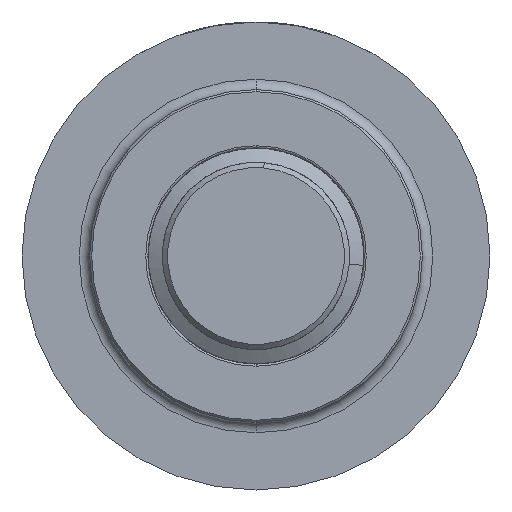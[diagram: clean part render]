
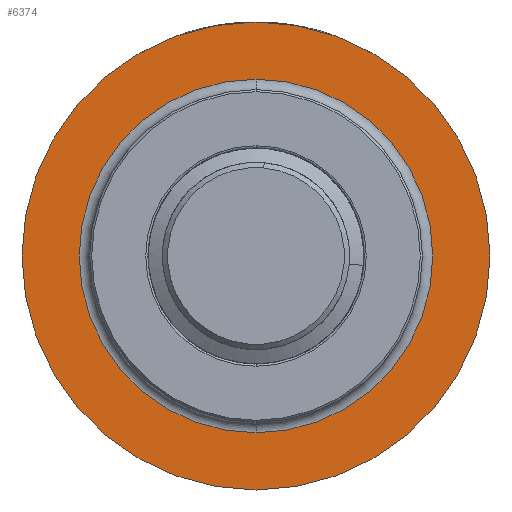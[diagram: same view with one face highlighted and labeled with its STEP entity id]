
A CAD part, front view. The second image highlights one B-rep face of the part: STEP entity #6374.
In plain terms, the highlighted planar face has unit normal (0, -1, 0).
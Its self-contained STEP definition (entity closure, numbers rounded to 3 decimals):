
#62 = CIRCLE ( 'NONE', #5181, 17. ) ;
#165 = EDGE_CURVE ( 'NONE', #4693, #5136, #4642, .T. ) ;
#1551 = DIRECTION ( 'NONE',  ( 0., 0., -1. ) ) ;
#1583 = CARTESIAN_POINT ( 'NONE',  ( 0., 1.42, 0. ) ) ;
#1701 = ORIENTED_EDGE ( 'NONE', *, *, #6477, .F. ) ;
#1854 = DIRECTION ( 'NONE',  ( 0., -1., 0. ) ) ;
#1890 = CIRCLE ( 'NONE', #6763, 22.5 ) ;
#2096 = DIRECTION ( 'NONE',  ( 0., -1., 0. ) ) ;
#2300 = EDGE_LOOP ( 'NONE', ( #7477, #7652 ) ) ;
#2631 = AXIS2_PLACEMENT_3D ( 'NONE', #6637, #7261, #3563 ) ;
#2634 = CIRCLE ( 'NONE', #7080, 22.5 ) ;
#2788 = DIRECTION ( 'NONE',  ( 0., -1., 0. ) ) ;
#3041 = FACE_BOUND ( 'NONE', #5471, .T. ) ;
#3046 = EDGE_CURVE ( 'NONE', #7638, #5123, #2634, .T. ) ;
#3174 = CARTESIAN_POINT ( 'NONE',  ( 0., 1.42, 22.5 ) ) ;
#3316 = CARTESIAN_POINT ( 'NONE',  ( 0., 1.42, 0. ) ) ;
#3563 = DIRECTION ( 'NONE',  ( 0., 0., -1. ) ) ;
#3786 = CARTESIAN_POINT ( 'NONE',  ( 17., 1.42, 0. ) ) ;
#4374 = DIRECTION ( 'NONE',  ( 0., 0., -1. ) ) ;
#4426 = PLANE ( 'NONE',  #6571 ) ;
#4642 = CIRCLE ( 'NONE', #2631, 17. ) ;
#4693 = VERTEX_POINT ( 'NONE', #5507 ) ;
#4742 = ORIENTED_EDGE ( 'NONE', *, *, #165, .F. ) ;
#4958 = CARTESIAN_POINT ( 'NONE',  ( 0., 1.42, 0. ) ) ;
#5123 = VERTEX_POINT ( 'NONE', #3174 ) ;
#5136 = VERTEX_POINT ( 'NONE', #7509 ) ;
#5181 = AXIS2_PLACEMENT_3D ( 'NONE', #4958, #1854, #6830 ) ;
#5471 = EDGE_LOOP ( 'NONE', ( #4742, #1701 ) ) ;
#5507 = CARTESIAN_POINT ( 'NONE',  ( 0., 1.42, -17. ) ) ;
#5596 = CARTESIAN_POINT ( 'NONE',  ( 0., 1.42, -22.5 ) ) ;
#5722 = DIRECTION ( 'NONE',  ( 0., 0., -1. ) ) ;
#5968 = EDGE_CURVE ( 'NONE', #5123, #7638, #1890, .T. ) ;
#6374 = ADVANCED_FACE ( 'NONE', ( #7119, #3041 ), #4426, .T. ) ;
#6477 = EDGE_CURVE ( 'NONE', #5136, #4693, #62, .T. ) ;
#6571 = AXIS2_PLACEMENT_3D ( 'NONE', #3786, #6906, #4374 ) ;
#6637 = CARTESIAN_POINT ( 'NONE',  ( 0., 1.42, 0. ) ) ;
#6763 = AXIS2_PLACEMENT_3D ( 'NONE', #3316, #2096, #5722 ) ;
#6830 = DIRECTION ( 'NONE',  ( 0., 0., -1. ) ) ;
#6906 = DIRECTION ( 'NONE',  ( 0., -1., 0. ) ) ;
#7080 = AXIS2_PLACEMENT_3D ( 'NONE', #1583, #2788, #1551 ) ;
#7119 = FACE_OUTER_BOUND ( 'NONE', #2300, .T. ) ;
#7261 = DIRECTION ( 'NONE',  ( 0., -1., 0. ) ) ;
#7477 = ORIENTED_EDGE ( 'NONE', *, *, #3046, .T. ) ;
#7509 = CARTESIAN_POINT ( 'NONE',  ( 0., 1.42, 17. ) ) ;
#7638 = VERTEX_POINT ( 'NONE', #5596 ) ;
#7652 = ORIENTED_EDGE ( 'NONE', *, *, #5968, .T. ) ;
